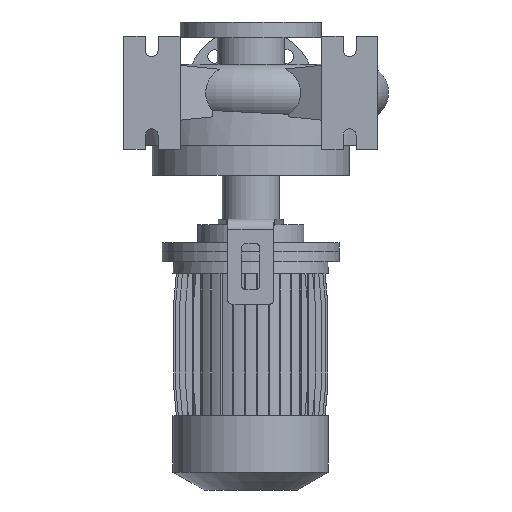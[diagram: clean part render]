
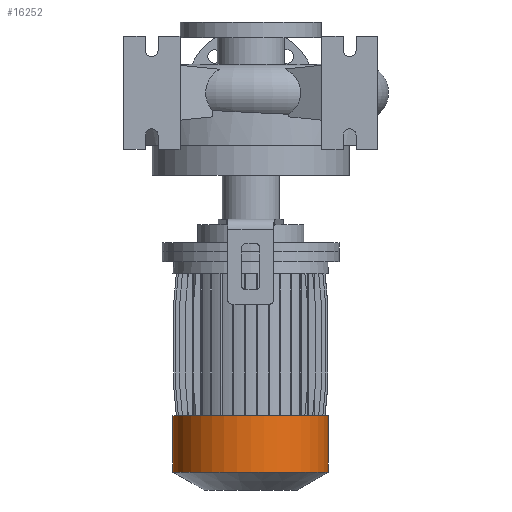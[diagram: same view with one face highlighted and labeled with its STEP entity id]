
A CAD part, front view. The second image highlights one B-rep face of the part: STEP entity #16252.
In plain terms, the highlighted cylindrical face has radius 110 mm (diameter 220 mm), a partial arc.
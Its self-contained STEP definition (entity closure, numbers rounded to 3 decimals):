
#1819 = DIRECTION ( 'NONE',  ( -1., 0., 0. ) ) ;
#2014 = CARTESIAN_POINT ( 'NONE',  ( 0., 0., -372.597 ) ) ;
#2200 = DIRECTION ( 'NONE',  ( 0., 0., -1. ) ) ;
#2484 = ORIENTED_EDGE ( 'NONE', *, *, #8249, .F. ) ;
#2937 = AXIS2_PLACEMENT_3D ( 'NONE', #15264, #16467, #1819 ) ;
#3078 = LINE ( 'NONE', #7048, #16475 ) ;
#3474 = DIRECTION ( 'NONE',  ( 0., 0., -1. ) ) ;
#3779 = FACE_OUTER_BOUND ( 'NONE', #13423, .T. ) ;
#4387 = VERTEX_POINT ( 'NONE', #15058 ) ;
#4632 = DIRECTION ( 'NONE',  ( -1., 0., 0. ) ) ;
#5112 = DIRECTION ( 'NONE',  ( 0., 0., -1. ) ) ;
#5977 = AXIS2_PLACEMENT_3D ( 'NONE', #2014, #2200, #4632 ) ;
#6343 = CARTESIAN_POINT ( 'NONE',  ( 0., 0., -293. ) ) ;
#7044 = ORIENTED_EDGE ( 'NONE', *, *, #7715, .F. ) ;
#7048 = CARTESIAN_POINT ( 'NONE',  ( 110., 0., -315. ) ) ;
#7092 = CIRCLE ( 'NONE', #5977, 110. ) ;
#7715 = EDGE_CURVE ( 'NONE', #12126, #12534, #3078, .T. ) ;
#8228 = CARTESIAN_POINT ( 'NONE',  ( 110., 0., -293. ) ) ;
#8249 = EDGE_CURVE ( 'NONE', #12534, #10047, #7092, .T. ) ;
#9199 = LINE ( 'NONE', #16995, #11810 ) ;
#10047 = VERTEX_POINT ( 'NONE', #10266 ) ;
#10266 = CARTESIAN_POINT ( 'NONE',  ( -110., 0., -372.597 ) ) ;
#10458 = EDGE_CURVE ( 'NONE', #4387, #10047, #9199, .T. ) ;
#10702 = AXIS2_PLACEMENT_3D ( 'NONE', #6343, #3474, #15340 ) ;
#10775 = ORIENTED_EDGE ( 'NONE', *, *, #16413, .T. ) ;
#11810 = VECTOR ( 'NONE', #5112, 1000. ) ;
#12126 = VERTEX_POINT ( 'NONE', #8228 ) ;
#12534 = VERTEX_POINT ( 'NONE', #14616 ) ;
#13058 = CYLINDRICAL_SURFACE ( 'NONE', #2937, 110. ) ;
#13423 = EDGE_LOOP ( 'NONE', ( #7044, #10775, #13524, #2484 ) ) ;
#13524 = ORIENTED_EDGE ( 'NONE', *, *, #10458, .T. ) ;
#13719 = DIRECTION ( 'NONE',  ( 0., 0., -1. ) ) ;
#14012 = CIRCLE ( 'NONE', #10702, 110. ) ;
#14616 = CARTESIAN_POINT ( 'NONE',  ( 110., 0., -372.597 ) ) ;
#15058 = CARTESIAN_POINT ( 'NONE',  ( -110., 0., -293. ) ) ;
#15264 = CARTESIAN_POINT ( 'NONE',  ( 0., 0., -315. ) ) ;
#15340 = DIRECTION ( 'NONE',  ( -1., 0., 0. ) ) ;
#16252 = ADVANCED_FACE ( 'NONE', ( #3779 ), #13058, .T. ) ;
#16413 = EDGE_CURVE ( 'NONE', #12126, #4387, #14012, .T. ) ;
#16467 = DIRECTION ( 'NONE',  ( 0., 0., -1. ) ) ;
#16475 = VECTOR ( 'NONE', #13719, 1000. ) ;
#16995 = CARTESIAN_POINT ( 'NONE',  ( -110., 0., -315. ) ) ;
